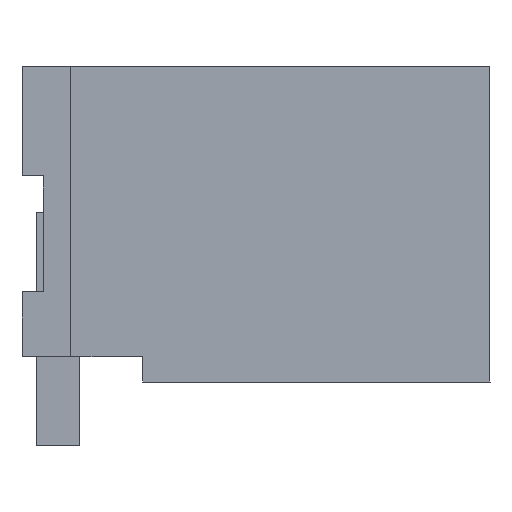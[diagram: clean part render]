
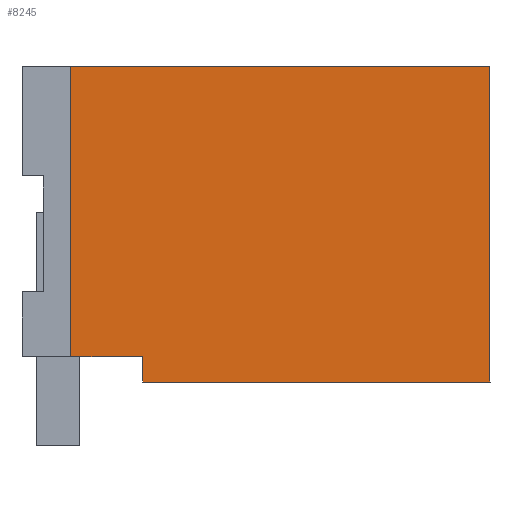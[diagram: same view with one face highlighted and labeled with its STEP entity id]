
A CAD part, left-side view. The second image highlights one B-rep face of the part: STEP entity #8245.
In plain terms, the highlighted planar face has unit normal (-1, 0, 0).
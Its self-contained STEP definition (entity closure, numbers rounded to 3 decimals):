
#8223=AXIS2_PLACEMENT_3D('Plane Axis2P3D',#8220,#8221,#8222) ;
#1311=CARTESIAN_POINT('Vertex',(0.,8.2,2.1)) ;
#1314=CARTESIAN_POINT('Line Origine',(0.,9.05,2.1)) ;
#1318=CARTESIAN_POINT('Vertex',(0.,9.9,2.1)) ;
#1602=CARTESIAN_POINT('Line Origine',(0.,9.9,5.525)) ;
#1606=CARTESIAN_POINT('Vertex',(0.,9.9,8.95)) ;
#2509=CARTESIAN_POINT('Line Origine',(0.,4.95,8.95)) ;
#2513=CARTESIAN_POINT('Vertex',(0.,0.,8.95)) ;
#8204=CARTESIAN_POINT('Vertex',(0.,8.2,1.5)) ;
#8207=CARTESIAN_POINT('Line Origine',(0.,8.2,1.8)) ;
#8220=CARTESIAN_POINT('Axis2P3D Location',(0.,11.05,-1.55)) ;
#8225=CARTESIAN_POINT('Line Origine',(0.,4.1,1.5)) ;
#8229=CARTESIAN_POINT('Vertex',(0.,0.,1.5)) ;
#8232=CARTESIAN_POINT('Line Origine',(0.,0.,5.225)) ;
#1315=DIRECTION('Vector Direction',(0.,-1.,0.)) ;
#1603=DIRECTION('Vector Direction',(0.,0.,-1.)) ;
#2510=DIRECTION('Vector Direction',(0.,1.,0.)) ;
#8208=DIRECTION('Vector Direction',(0.,0.,1.)) ;
#8221=DIRECTION('Axis2P3D Direction',(-1.,0.,0.)) ;
#8222=DIRECTION('Axis2P3D XDirection',(0.,-1.,0.)) ;
#8226=DIRECTION('Vector Direction',(0.,1.,0.)) ;
#8233=DIRECTION('Vector Direction',(0.,0.,-1.)) ;
#1316=VECTOR('Line Direction',#1315,1.) ;
#1604=VECTOR('Line Direction',#1603,1.) ;
#2511=VECTOR('Line Direction',#2510,1.) ;
#8209=VECTOR('Line Direction',#8208,1.) ;
#8227=VECTOR('Line Direction',#8226,1.) ;
#8234=VECTOR('Line Direction',#8233,1.) ;
#8238=ORIENTED_EDGE('',*,*,#1320,.T.) ;
#8239=ORIENTED_EDGE('',*,*,#8211,.F.) ;
#8240=ORIENTED_EDGE('',*,*,#8231,.T.) ;
#8241=ORIENTED_EDGE('',*,*,#8236,.T.) ;
#8242=ORIENTED_EDGE('',*,*,#2515,.T.) ;
#8243=ORIENTED_EDGE('',*,*,#1608,.T.) ;
#8245=ADVANCED_FACE('HOUSING',(#8244),#8224,.T.) ;
#1320=EDGE_CURVE('',#1319,#1312,#1317,.T.) ;
#1608=EDGE_CURVE('',#1607,#1319,#1605,.T.) ;
#2515=EDGE_CURVE('',#2514,#1607,#2512,.T.) ;
#8211=EDGE_CURVE('',#8205,#1312,#8210,.T.) ;
#8231=EDGE_CURVE('',#8205,#8230,#8228,.F.) ;
#8236=EDGE_CURVE('',#8230,#2514,#8235,.F.) ;
#8237=EDGE_LOOP('',(#8238,#8239,#8240,#8241,#8242,#8243)) ;
#8244=FACE_OUTER_BOUND('',#8237,.T.) ;
#1317=LINE('Line',#1314,#1316) ;
#1605=LINE('Line',#1602,#1604) ;
#2512=LINE('Line',#2509,#2511) ;
#8210=LINE('Line',#8207,#8209) ;
#8228=LINE('Line',#8225,#8227) ;
#8235=LINE('Line',#8232,#8234) ;
#8224=PLANE('',#8223) ;
#1312=VERTEX_POINT('',#1311) ;
#1319=VERTEX_POINT('',#1318) ;
#1607=VERTEX_POINT('',#1606) ;
#2514=VERTEX_POINT('',#2513) ;
#8205=VERTEX_POINT('',#8204) ;
#8230=VERTEX_POINT('',#8229) ;
